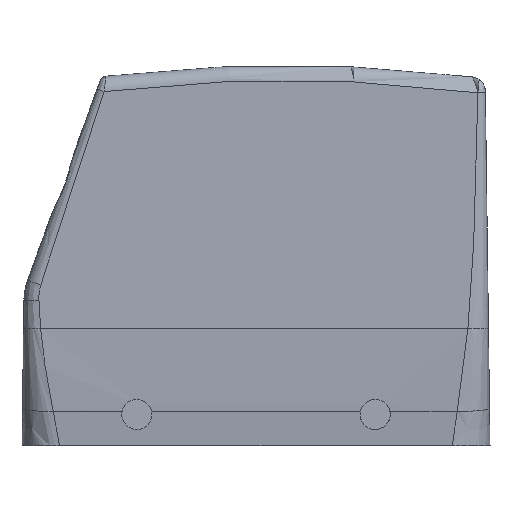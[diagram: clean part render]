
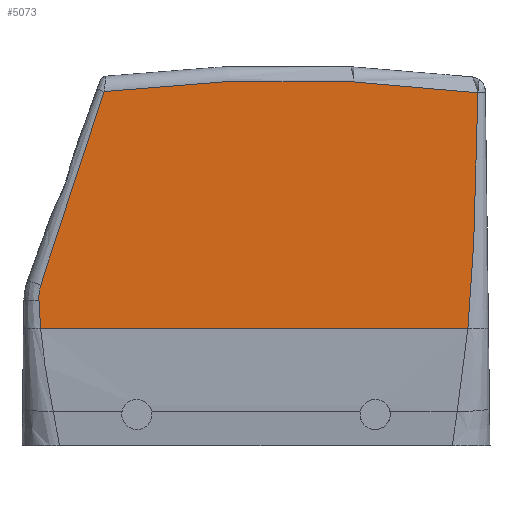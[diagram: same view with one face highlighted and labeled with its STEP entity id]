
A CAD part, left-side view. The second image highlights one B-rep face of the part: STEP entity #5073.
In plain terms, the highlighted planar face has unit normal (-1, 0, 0).
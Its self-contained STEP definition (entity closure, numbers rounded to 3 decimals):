
#5018=AXIS2_PLACEMENT_3D('Circle Axis2P3D',#5016,#5017,$) ;
#5033=AXIS2_PLACEMENT_3D('Plane Axis2P3D',#5030,#5031,#5032) ;
#3176=CARTESIAN_POINT('Vertex',(6.25,2.414,70.328)) ;
#3529=CARTESIAN_POINT('Vertex',(6.25,4.411,23.338)) ;
#3533=CARTESIAN_POINT('Control Point',(6.25,2.414,70.328)) ;
#3534=CARTESIAN_POINT('Control Point',(6.25,2.415,70.261)) ;
#3535=CARTESIAN_POINT('Control Point',(6.25,2.417,70.195)) ;
#3536=CARTESIAN_POINT('Control Point',(6.25,2.418,70.127)) ;
#3537=CARTESIAN_POINT('Control Point',(6.25,2.421,69.922)) ;
#3538=CARTESIAN_POINT('Control Point',(6.25,2.425,69.701)) ;
#3539=CARTESIAN_POINT('Control Point',(6.25,2.427,69.597)) ;
#3540=CARTESIAN_POINT('Control Point',(6.25,2.43,69.372)) ;
#3541=CARTESIAN_POINT('Control Point',(6.25,2.434,69.147)) ;
#3542=CARTESIAN_POINT('Control Point',(6.25,2.437,68.989)) ;
#3543=CARTESIAN_POINT('Control Point',(6.25,2.442,68.674)) ;
#3544=CARTESIAN_POINT('Control Point',(6.25,2.448,68.359)) ;
#3545=CARTESIAN_POINT('Control Point',(6.25,2.451,68.201)) ;
#3546=CARTESIAN_POINT('Control Point',(6.25,2.462,67.57)) ;
#3547=CARTESIAN_POINT('Control Point',(6.25,2.473,66.938)) ;
#3548=CARTESIAN_POINT('Control Point',(6.25,2.482,66.464)) ;
#3549=CARTESIAN_POINT('Control Point',(6.25,2.5,65.517)) ;
#3550=CARTESIAN_POINT('Control Point',(6.25,2.519,64.569)) ;
#3551=CARTESIAN_POINT('Control Point',(6.25,2.528,64.095)) ;
#3552=CARTESIAN_POINT('Control Point',(6.25,2.558,62.674)) ;
#3553=CARTESIAN_POINT('Control Point',(6.25,2.589,61.253)) ;
#3554=CARTESIAN_POINT('Control Point',(6.25,2.611,60.306)) ;
#3555=CARTESIAN_POINT('Control Point',(6.25,2.691,57.015)) ;
#3556=CARTESIAN_POINT('Control Point',(6.25,2.782,53.726)) ;
#3557=CARTESIAN_POINT('Control Point',(6.25,2.853,51.384)) ;
#3558=CARTESIAN_POINT('Control Point',(6.25,2.992,47.065)) ;
#3559=CARTESIAN_POINT('Control Point',(6.25,3.153,42.748)) ;
#3560=CARTESIAN_POINT('Control Point',(6.25,3.231,40.772)) ;
#3561=CARTESIAN_POINT('Control Point',(6.25,3.361,37.803)) ;
#3562=CARTESIAN_POINT('Control Point',(6.25,3.515,34.835)) ;
#3563=CARTESIAN_POINT('Control Point',(6.25,3.569,33.862)) ;
#3564=CARTESIAN_POINT('Control Point',(6.25,3.73,31.16)) ;
#3565=CARTESIAN_POINT('Control Point',(6.25,3.929,28.46)) ;
#3566=CARTESIAN_POINT('Control Point',(6.25,4.073,26.752)) ;
#3567=CARTESIAN_POINT('Control Point',(6.25,4.234,25.045)) ;
#3568=CARTESIAN_POINT('Control Point',(6.25,4.411,23.338)) ;
#3668=CARTESIAN_POINT('Line Origine',(6.25,46.419,23.338)) ;
#3672=CARTESIAN_POINT('Vertex',(6.25,89.591,23.338)) ;
#3991=CARTESIAN_POINT('Control Point',(6.25,89.921,28.961)) ;
#3992=CARTESIAN_POINT('Control Point',(6.25,89.872,27.839)) ;
#3993=CARTESIAN_POINT('Control Point',(6.25,89.821,26.714)) ;
#3994=CARTESIAN_POINT('Control Point',(6.25,89.759,25.589)) ;
#3995=CARTESIAN_POINT('Control Point',(6.25,89.683,24.463)) ;
#3996=CARTESIAN_POINT('Control Point',(6.25,89.591,23.338)) ;
#3997=CARTESIAN_POINT('Vertex',(6.25,89.921,28.961)) ;
#5013=CARTESIAN_POINT('Vertex',(6.25,76.92,70.577)) ;
#5016=CARTESIAN_POINT('Axis2P3D Location',(6.25,40.65,-224.2)) ;
#5030=CARTESIAN_POINT('Axis2P3D Location',(6.25,-19.409,-37.643)) ;
#5036=CARTESIAN_POINT('Control Point',(6.25,76.92,70.577)) ;
#5037=CARTESIAN_POINT('Control Point',(6.25,77.052,70.193)) ;
#5038=CARTESIAN_POINT('Control Point',(6.25,77.184,69.808)) ;
#5039=CARTESIAN_POINT('Control Point',(6.25,77.2,69.763)) ;
#5040=CARTESIAN_POINT('Control Point',(6.25,77.44,69.061)) ;
#5041=CARTESIAN_POINT('Control Point',(6.25,77.681,68.359)) ;
#5042=CARTESIAN_POINT('Control Point',(6.25,77.789,68.042)) ;
#5043=CARTESIAN_POINT('Control Point',(6.25,79.431,63.242)) ;
#5044=CARTESIAN_POINT('Control Point',(6.25,81.054,58.434)) ;
#5045=CARTESIAN_POINT('Control Point',(6.25,82.534,53.955)) ;
#5046=CARTESIAN_POINT('Control Point',(6.25,84.254,48.693)) ;
#5047=CARTESIAN_POINT('Control Point',(6.25,85.953,43.421)) ;
#5048=CARTESIAN_POINT('Control Point',(6.25,86.218,42.598)) ;
#5049=CARTESIAN_POINT('Control Point',(6.25,87.046,40.019)) ;
#5050=CARTESIAN_POINT('Control Point',(6.25,87.868,37.438)) ;
#5051=CARTESIAN_POINT('Control Point',(6.25,88.439,35.635)) ;
#5052=CARTESIAN_POINT('Control Point',(6.25,89.01,33.815)) ;
#5053=CARTESIAN_POINT('Control Point',(6.25,89.575,31.992)) ;
#5054=CARTESIAN_POINT('Vertex',(6.25,89.575,31.992)) ;
#5058=CARTESIAN_POINT('Control Point',(6.25,89.575,31.992)) ;
#5059=CARTESIAN_POINT('Control Point',(6.25,89.748,31.403)) ;
#5060=CARTESIAN_POINT('Control Point',(6.25,89.871,30.799)) ;
#5061=CARTESIAN_POINT('Control Point',(6.25,89.942,30.186)) ;
#5062=CARTESIAN_POINT('Control Point',(6.25,89.958,29.571)) ;
#5063=CARTESIAN_POINT('Control Point',(6.25,89.921,28.961)) ;
#3669=DIRECTION('Vector Direction',(0.,-1.,0.)) ;
#5017=DIRECTION('Axis2P3D Direction',(-1.,0.,0.)) ;
#5031=DIRECTION('Axis2P3D Direction',(-1.,0.,0.)) ;
#5032=DIRECTION('Axis2P3D XDirection',(0.,-0.317,0.949)) ;
#3670=VECTOR('Line Direction',#3669,1.) ;
#5066=ORIENTED_EDGE('',*,*,#5020,.T.) ;
#5067=ORIENTED_EDGE('',*,*,#5056,.F.) ;
#5068=ORIENTED_EDGE('',*,*,#5064,.F.) ;
#5069=ORIENTED_EDGE('',*,*,#3999,.F.) ;
#5070=ORIENTED_EDGE('',*,*,#3674,.T.) ;
#5071=ORIENTED_EDGE('',*,*,#3569,.T.) ;
#5073=ADVANCED_FACE('Hood',(#5072),#5034,.T.) ;
#3532=B_SPLINE_CURVE_WITH_KNOTS('',5,(#3533,#3534,#3535,#3536,#3537,#3538,#3539,#3540,#3541,#3542,#3543,#3544,#3545,#3546,#3547,#3548,#3549,#3550,#3551,#3552,#3553,#3554,#3555,#3556,#3557,#3558,#3559,#3560,#3561,#3562,#3563,#3564,#3565,#3566,#3567,#3568),.UNSPECIFIED.,.F.,.U.,(6,3,3,3,3,3,3,3,3,3,3,6),(8.249,8.589,8.929,9.717,10.506,12.88,15.254,20.001,31.754,41.679,46.667,55.257),.UNSPECIFIED.) ;
#3990=B_SPLINE_CURVE_WITH_KNOTS('',5,(#3991,#3992,#3993,#3994,#3995,#3996),.UNSPECIFIED.,.F.,.U.,(6,6),(81.523,87.149),.UNSPECIFIED.) ;
#5035=B_SPLINE_CURVE_WITH_KNOTS('',5,(#5036,#5037,#5038,#5039,#5040,#5041,#5042,#5043,#5044,#5045,#5046,#5047,#5048,#5049,#5050,#5051,#5052,#5053),.UNSPECIFIED.,.F.,.U.,(6,3,3,3,3,6),(0.,2.876,5.244,38.724,44.38,57.866),.UNSPECIFIED.) ;
#5057=B_SPLINE_CURVE_WITH_KNOTS('',5,(#5058,#5059,#5060,#5061,#5062,#5063),.UNSPECIFIED.,.F.,.U.,(6,6),(0.,4.343),.UNSPECIFIED.) ;
#5019=CIRCLE('generated circle',#5018,297.) ;
#3569=EDGE_CURVE('',#3530,#3177,#3532,.F.) ;
#3674=EDGE_CURVE('',#3673,#3530,#3671,.T.) ;
#3999=EDGE_CURVE('',#3673,#3998,#3990,.F.) ;
#5020=EDGE_CURVE('',#3177,#5014,#5019,.T.) ;
#5056=EDGE_CURVE('',#5055,#5014,#5035,.F.) ;
#5064=EDGE_CURVE('',#3998,#5055,#5057,.F.) ;
#5065=EDGE_LOOP('',(#5066,#5067,#5068,#5069,#5070,#5071)) ;
#5072=FACE_OUTER_BOUND('',#5065,.T.) ;
#3671=LINE('Line',#3668,#3670) ;
#5034=PLANE('',#5033) ;
#3177=VERTEX_POINT('',#3176) ;
#3530=VERTEX_POINT('',#3529) ;
#3673=VERTEX_POINT('',#3672) ;
#3998=VERTEX_POINT('',#3997) ;
#5014=VERTEX_POINT('',#5013) ;
#5055=VERTEX_POINT('',#5054) ;
